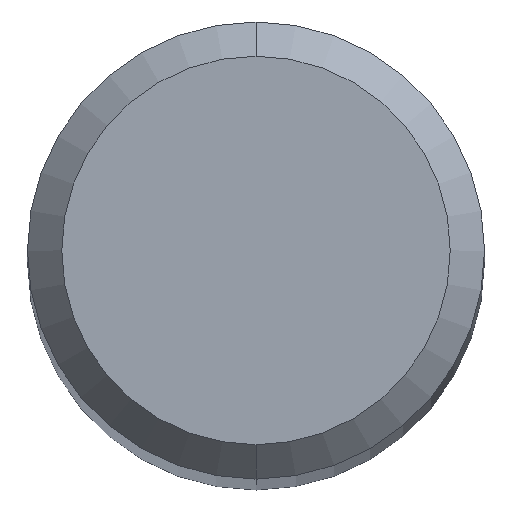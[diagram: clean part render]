
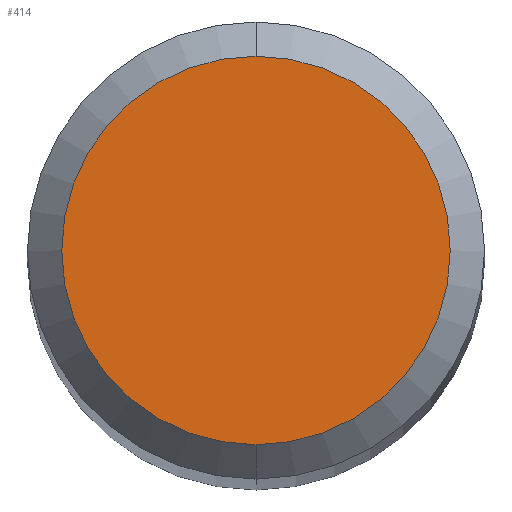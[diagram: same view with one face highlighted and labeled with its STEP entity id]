
A CAD part, top view. The second image highlights one B-rep face of the part: STEP entity #414.
In plain terms, the highlighted planar face has unit normal (0, 0, 1).
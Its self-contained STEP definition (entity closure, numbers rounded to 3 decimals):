
#278=EDGE_CURVE('',#418,#400,#588,.T.);
#394=EDGE_CURVE('',#400,#418,#715,.T.);
#400=VERTEX_POINT('',#722);
#414=ADVANCED_FACE('',(#739),#740,.T.);
#418=VERTEX_POINT('',#744);
#588=CIRCLE('',#983,1.7);
#715=CIRCLE('',#1291,1.7);
#722=CARTESIAN_POINT('',(0.,-1.7,0.0));
#739=FACE_OUTER_BOUND('',#1321,.T.);
#740=PLANE('',#1322);
#744=CARTESIAN_POINT('',(0.0,1.7,0.0));
#983=AXIS2_PLACEMENT_3D('',#1524,#1525,#1526);
#1291=AXIS2_PLACEMENT_3D('',#1657,#1658,#1659);
#1321=EDGE_LOOP('',(#1707,#1708));
#1322=AXIS2_PLACEMENT_3D('',#1709,#1710,#1711);
#1524=CARTESIAN_POINT('',(0.0,0.0,0.0));
#1525=DIRECTION('',(0.0,0.0,-1.0));
#1526=DIRECTION('',(0.0,1.0,0.0));
#1657=CARTESIAN_POINT('',(0.0,0.0,0.0));
#1658=DIRECTION('',(0.0,0.0,-1.0));
#1659=DIRECTION('',(0.0,1.0,0.0));
#1707=ORIENTED_EDGE('',*,*,#278,.F.);
#1708=ORIENTED_EDGE('',*,*,#394,.F.);
#1709=CARTESIAN_POINT('',(0.0,0.85,0.0));
#1710=DIRECTION('',(-0.0,0.0,1.0));
#1711=DIRECTION('',(0.0,-1.0,0.0));
